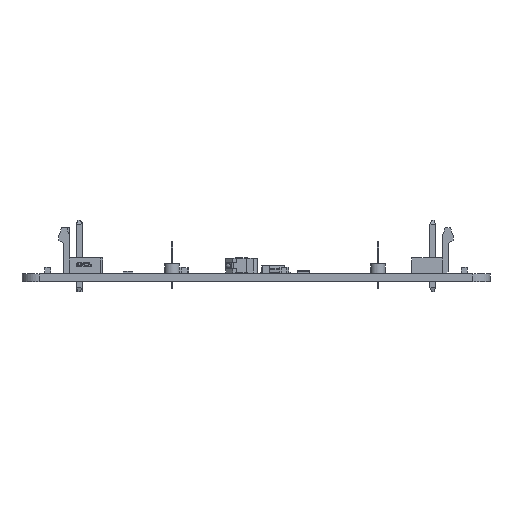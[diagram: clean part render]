
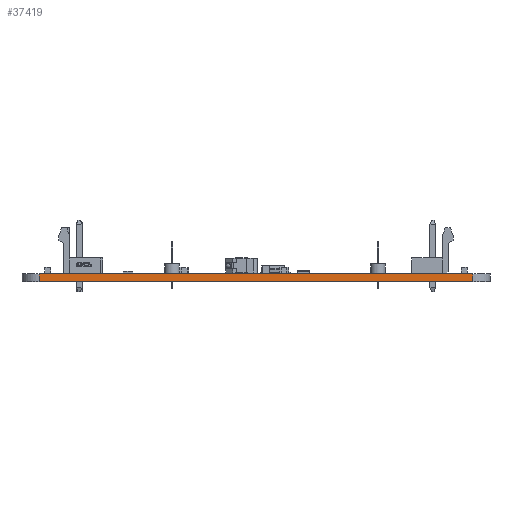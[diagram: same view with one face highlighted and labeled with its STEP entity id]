
A CAD part, left-side view. The second image highlights one B-rep face of the part: STEP entity #37419.
In plain terms, the highlighted planar face has unit normal (-1, 0, 0).
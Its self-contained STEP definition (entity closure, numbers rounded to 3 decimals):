
#34120 = VERTEX_POINT('',#34121);
#34121 = CARTESIAN_POINT('',(-51.,44.5,0.));
#34128 = EDGE_CURVE('',#34129,#34120,#34131,.T.);
#34129 = VERTEX_POINT('',#34130);
#34130 = CARTESIAN_POINT('',(-51.,-44.5,0.));
#34131 = LINE('',#34132,#34133);
#34132 = CARTESIAN_POINT('',(-51.,-44.5,0.));
#34133 = VECTOR('',#34134,1.);
#34134 = DIRECTION('',(0.,1.,0.));
#35756 = VERTEX_POINT('',#35757);
#35757 = CARTESIAN_POINT('',(-51.,44.5,1.606));
#35764 = EDGE_CURVE('',#35765,#35756,#35767,.T.);
#35765 = VERTEX_POINT('',#35766);
#35766 = CARTESIAN_POINT('',(-51.,-44.5,1.606));
#35767 = LINE('',#35768,#35769);
#35768 = CARTESIAN_POINT('',(-51.,-44.5,1.606));
#35769 = VECTOR('',#35770,1.);
#35770 = DIRECTION('',(0.,1.,0.));
#37389 = EDGE_CURVE('',#34120,#35756,#37390,.T.);
#37390 = LINE('',#37391,#37392);
#37391 = CARTESIAN_POINT('',(-51.,44.5,0.));
#37392 = VECTOR('',#37393,1.);
#37393 = DIRECTION('',(0.,0.,1.));
#37419 = ADVANCED_FACE('',(#37420),#37431,.T.);
#37420 = FACE_BOUND('',#37421,.T.);
#37421 = EDGE_LOOP('',(#37422,#37428,#37429,#37430));
#37422 = ORIENTED_EDGE('',*,*,#37423,.T.);
#37423 = EDGE_CURVE('',#34129,#35765,#37424,.T.);
#37424 = LINE('',#37425,#37426);
#37425 = CARTESIAN_POINT('',(-51.,-44.5,0.));
#37426 = VECTOR('',#37427,1.);
#37427 = DIRECTION('',(0.,0.,1.));
#37428 = ORIENTED_EDGE('',*,*,#35764,.T.);
#37429 = ORIENTED_EDGE('',*,*,#37389,.F.);
#37430 = ORIENTED_EDGE('',*,*,#34128,.F.);
#37431 = PLANE('',#37432);
#37432 = AXIS2_PLACEMENT_3D('',#37433,#37434,#37435);
#37433 = CARTESIAN_POINT('',(-51.,-44.5,0.));
#37434 = DIRECTION('',(-1.,0.,0.));
#37435 = DIRECTION('',(0.,1.,0.));
